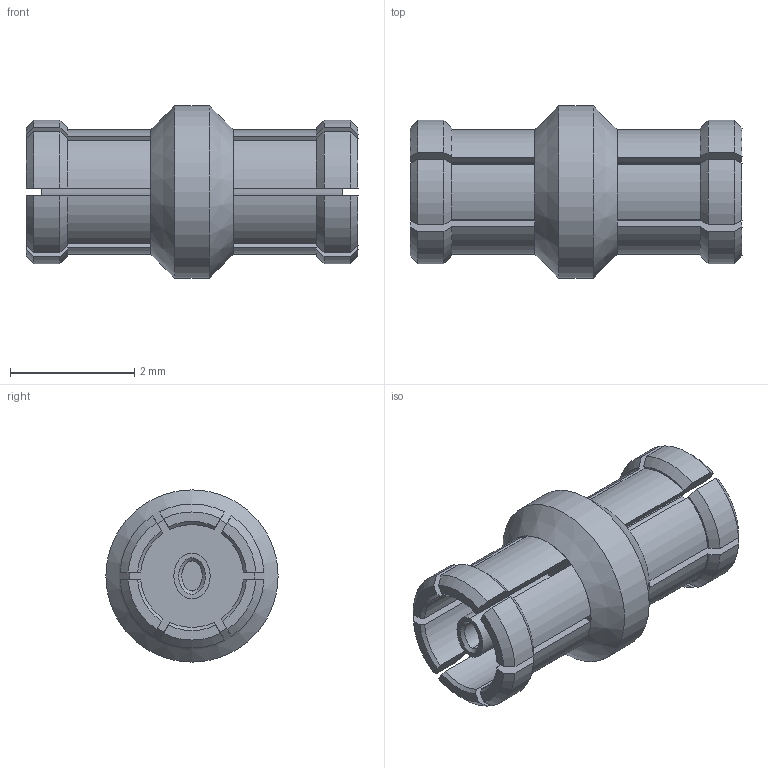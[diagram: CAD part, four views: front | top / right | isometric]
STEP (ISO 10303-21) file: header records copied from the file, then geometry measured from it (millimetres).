
FILE_DESCRIPTION (( 'STEP AP203' ), '1' );
FILE_NAME ('SM2655.step', '2019-10-31T16:40:32', ( '' ), ( '' ), 'SwSTEP 2.0', 'SolidWorks 2018', '' );
FILE_SCHEMA (( 'CONFIG_CONTROL_DESIGN' ));
Length unit declared in the file: inch
Products named in the file (1): SM2655
Bounding box: 5.33 x 2.77 x 2.77 mm (x, y, z)
Volume: 12.1 mm3; surface area: 84.2 mm2
Topology: 1 solids, 1 shells, 139 faces, 361 edges, 240 vertices
Faces by surface type: plane 54, cone 38, cylinder 37, bspline 10
Full cylindrical faces by diameter (mm): 2.769 x1
Entity records: 5549 total; most frequent: CARTESIAN_POINT 2196, ORIENTED_EDGE 708, DIRECTION 636, EDGE_CURVE 354, AXIS2_PLACEMENT_3D 242, VERTEX_POINT 238, EDGE_LOOP 160, LINE 152
